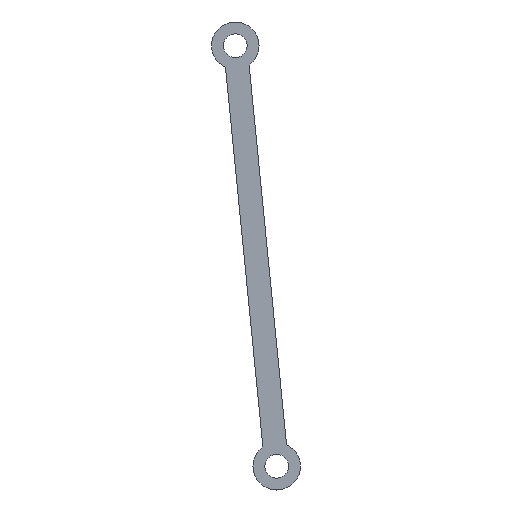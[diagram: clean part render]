
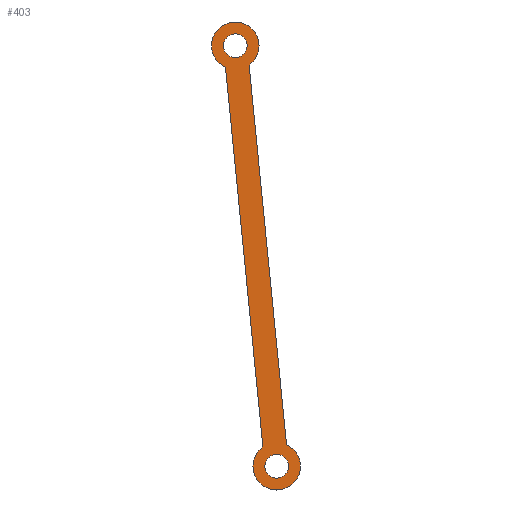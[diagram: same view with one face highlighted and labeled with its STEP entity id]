
A CAD part, top view. The second image highlights one B-rep face of the part: STEP entity #403.
In plain terms, the highlighted planar face has unit normal (0, 0, 1).
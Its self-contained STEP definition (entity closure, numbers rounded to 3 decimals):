
#2 = CARTESIAN_POINT ( 'NONE',  ( 18.041, 219.089, 0. ) ) ;
#3 = EDGE_LOOP ( 'NONE', ( #438, #116 ) ) ;
#14 = EDGE_CURVE ( 'NONE', #525, #366, #316, .T. ) ;
#28 = DIRECTION ( 'NONE',  ( 0., 0., 1. ) ) ;
#33 = ORIENTED_EDGE ( 'NONE', *, *, #14, .T. ) ;
#52 = FACE_BOUND ( 'NONE', #187, .T. ) ;
#56 = EDGE_CURVE ( 'NONE', #73, #506, #492, .T. ) ;
#58 = CARTESIAN_POINT ( 'NONE',  ( 0., 0., 0. ) ) ;
#60 = ORIENTED_EDGE ( 'NONE', *, *, #227, .F. ) ;
#61 = DIRECTION ( 'NONE',  ( 1., 0., 0. ) ) ;
#63 = CARTESIAN_POINT ( 'NONE',  ( 43.728, 4.309, 0. ) ) ;
#73 = VERTEX_POINT ( 'NONE', #480 ) ;
#75 = EDGE_CURVE ( 'NONE', #385, #461, #466, .T. ) ;
#78 = VERTEX_POINT ( 'NONE', #283 ) ;
#87 = CARTESIAN_POINT ( 'NONE',  ( 33.732, 59.86, 0. ) ) ;
#88 = VECTOR ( 'NONE', #507, 1000. ) ;
#90 = CARTESIAN_POINT ( 'NONE',  ( 9.041, 219.089, 0. ) ) ;
#91 = AXIS2_PLACEMENT_3D ( 'NONE', #292, #491, #217 ) ;
#102 = DIRECTION ( 'NONE',  ( 0., 0., 1. ) ) ;
#107 = AXIS2_PLACEMENT_3D ( 'NONE', #349, #185, #180 ) ;
#116 = ORIENTED_EDGE ( 'NONE', *, *, #515, .F. ) ;
#118 = VERTEX_POINT ( 'NONE', #163 ) ;
#120 = ORIENTED_EDGE ( 'NONE', *, *, #143, .T. ) ;
#130 = EDGE_LOOP ( 'NONE', ( #499, #278, #205, #361, #33, #120, #444, #445 ) ) ;
#133 = EDGE_CURVE ( 'NONE', #506, #118, #166, .T. ) ;
#143 = EDGE_CURVE ( 'NONE', #366, #226, #428, .T. ) ;
#146 = CARTESIAN_POINT ( 'NONE',  ( 42.732, 59.86, 0. ) ) ;
#148 = VERTEX_POINT ( 'NONE', #375 ) ;
#157 = FACE_OUTER_BOUND ( 'NONE', #130, .T. ) ;
#163 = CARTESIAN_POINT ( 'NONE',  ( 37.446, 68.058, 0. ) ) ;
#166 = CIRCLE ( 'NONE', #447, 9. ) ;
#167 = AXIS2_PLACEMENT_3D ( 'NONE', #210, #250, #479 ) ;
#180 = DIRECTION ( 'NONE',  ( 1., 0., 0. ) ) ;
#181 = CARTESIAN_POINT ( 'NONE',  ( 29.232, 59.86, 0. ) ) ;
#185 = DIRECTION ( 'NONE',  ( 0., 0., 1. ) ) ;
#187 = EDGE_LOOP ( 'NONE', ( #201, #60 ) ) ;
#188 = CARTESIAN_POINT ( 'NONE',  ( 23.283, 211.774, 0. ) ) ;
#189 = EDGE_CURVE ( 'NONE', #340, #73, #422, .T. ) ;
#201 = ORIENTED_EDGE ( 'NONE', *, *, #315, .F. ) ;
#205 = ORIENTED_EDGE ( 'NONE', *, *, #133, .T. ) ;
#209 = EDGE_CURVE ( 'NONE', #340, #78, #311, .T. ) ;
#210 = CARTESIAN_POINT ( 'NONE',  ( 33.732, 59.86, 0. ) ) ;
#212 = CARTESIAN_POINT ( 'NONE',  ( 18.041, 219.089, 0. ) ) ;
#215 = DIRECTION ( 'NONE',  ( 1., 0., 0. ) ) ;
#216 = DIRECTION ( 'NONE',  ( -0.098, 0.995, 0. ) ) ;
#217 = DIRECTION ( 'NONE',  ( 1., 0., 0. ) ) ;
#221 = AXIS2_PLACEMENT_3D ( 'NONE', #2, #408, #498 ) ;
#222 = DIRECTION ( 'NONE',  ( 0., 0., 1. ) ) ;
#226 = VERTEX_POINT ( 'NONE', #90 ) ;
#227 = EDGE_CURVE ( 'NONE', #300, #148, #229, .T. ) ;
#229 = CIRCLE ( 'NONE', #399, 4.5 ) ;
#230 = CARTESIAN_POINT ( 'NONE',  ( 28.489, 67.176, 0. ) ) ;
#233 = AXIS2_PLACEMENT_3D ( 'NONE', #526, #251, #249 ) ;
#243 = CARTESIAN_POINT ( 'NONE',  ( 18.041, 219.089, 0. ) ) ;
#249 = DIRECTION ( 'NONE',  ( 1., 0., 0. ) ) ;
#250 = DIRECTION ( 'NONE',  ( 0., 0., 1. ) ) ;
#251 = DIRECTION ( 'NONE',  ( 0., 0., 1. ) ) ;
#260 = DIRECTION ( 'NONE',  ( 0., 0., 1. ) ) ;
#264 = AXIS2_PLACEMENT_3D ( 'NONE', #58, #102, #61 ) ;
#268 = CARTESIAN_POINT ( 'NONE',  ( 33.732, 59.86, 0. ) ) ;
#278 = ORIENTED_EDGE ( 'NONE', *, *, #56, .T. ) ;
#283 = CARTESIAN_POINT ( 'NONE',  ( 14.327, 210.891, 0. ) ) ;
#292 = CARTESIAN_POINT ( 'NONE',  ( 33.732, 59.86, 0. ) ) ;
#299 = CARTESIAN_POINT ( 'NONE',  ( 27.041, 219.089, 0. ) ) ;
#300 = VERTEX_POINT ( 'NONE', #410 ) ;
#304 = DIRECTION ( 'NONE',  ( 0., 0., 1. ) ) ;
#311 = LINE ( 'NONE', #371, #401 ) ;
#315 = EDGE_CURVE ( 'NONE', #148, #300, #434, .T. ) ;
#316 = CIRCLE ( 'NONE', #407, 9. ) ;
#331 = DIRECTION ( 'NONE',  ( 1., 0., 0. ) ) ;
#340 = VERTEX_POINT ( 'NONE', #230 ) ;
#341 = CARTESIAN_POINT ( 'NONE',  ( 38.232, 59.86, 0. ) ) ;
#349 = CARTESIAN_POINT ( 'NONE',  ( 18.041, 219.089, 0. ) ) ;
#361 = ORIENTED_EDGE ( 'NONE', *, *, #367, .T. ) ;
#366 = VERTEX_POINT ( 'NONE', #299 ) ;
#367 = EDGE_CURVE ( 'NONE', #118, #525, #391, .T. ) ;
#371 = CARTESIAN_POINT ( 'NONE',  ( 34.771, 3.427, 0. ) ) ;
#373 = DIRECTION ( 'NONE',  ( 0., 0., 1. ) ) ;
#375 = CARTESIAN_POINT ( 'NONE',  ( 22.541, 219.089, 0. ) ) ;
#383 = AXIS2_PLACEMENT_3D ( 'NONE', #268, #222, #503 ) ;
#385 = VERTEX_POINT ( 'NONE', #341 ) ;
#387 = PLANE ( 'NONE',  #264 ) ;
#388 = DIRECTION ( 'NONE',  ( 1., 0., 0. ) ) ;
#391 = LINE ( 'NONE', #63, #88 ) ;
#399 = AXIS2_PLACEMENT_3D ( 'NONE', #212, #260, #331 ) ;
#401 = VECTOR ( 'NONE', #216, 1000. ) ;
#403 = ADVANCED_FACE ( 'NONE', ( #157, #52, #454 ), #387, .T. ) ;
#407 = AXIS2_PLACEMENT_3D ( 'NONE', #243, #28, #517 ) ;
#408 = DIRECTION ( 'NONE',  ( 0., 0., 1. ) ) ;
#409 = AXIS2_PLACEMENT_3D ( 'NONE', #508, #304, #388 ) ;
#410 = CARTESIAN_POINT ( 'NONE',  ( 13.541, 219.089, 0. ) ) ;
#422 = CIRCLE ( 'NONE', #91, 9. ) ;
#428 = CIRCLE ( 'NONE', #221, 9. ) ;
#434 = CIRCLE ( 'NONE', #409, 4.5 ) ;
#438 = ORIENTED_EDGE ( 'NONE', *, *, #75, .F. ) ;
#444 = ORIENTED_EDGE ( 'NONE', *, *, #484, .T. ) ;
#445 = ORIENTED_EDGE ( 'NONE', *, *, #209, .F. ) ;
#447 = AXIS2_PLACEMENT_3D ( 'NONE', #87, #373, #215 ) ;
#454 = FACE_BOUND ( 'NONE', #3, .T. ) ;
#461 = VERTEX_POINT ( 'NONE', #181 ) ;
#466 = CIRCLE ( 'NONE', #233, 4.5 ) ;
#468 = CIRCLE ( 'NONE', #107, 9. ) ;
#479 = DIRECTION ( 'NONE',  ( 1., 0., 0. ) ) ;
#480 = CARTESIAN_POINT ( 'NONE',  ( 24.732, 59.86, 0. ) ) ;
#484 = EDGE_CURVE ( 'NONE', #226, #78, #468, .T. ) ;
#491 = DIRECTION ( 'NONE',  ( 0., 0., 1. ) ) ;
#492 = CIRCLE ( 'NONE', #167, 9. ) ;
#498 = DIRECTION ( 'NONE',  ( 1., 0., 0. ) ) ;
#499 = ORIENTED_EDGE ( 'NONE', *, *, #189, .T. ) ;
#502 = CIRCLE ( 'NONE', #383, 4.5 ) ;
#503 = DIRECTION ( 'NONE',  ( 1., 0., 0. ) ) ;
#506 = VERTEX_POINT ( 'NONE', #146 ) ;
#507 = DIRECTION ( 'NONE',  ( -0.098, 0.995, 0. ) ) ;
#508 = CARTESIAN_POINT ( 'NONE',  ( 18.041, 219.089, 0. ) ) ;
#515 = EDGE_CURVE ( 'NONE', #461, #385, #502, .T. ) ;
#517 = DIRECTION ( 'NONE',  ( 1., 0., 0. ) ) ;
#525 = VERTEX_POINT ( 'NONE', #188 ) ;
#526 = CARTESIAN_POINT ( 'NONE',  ( 33.732, 59.86, 0. ) ) ;
